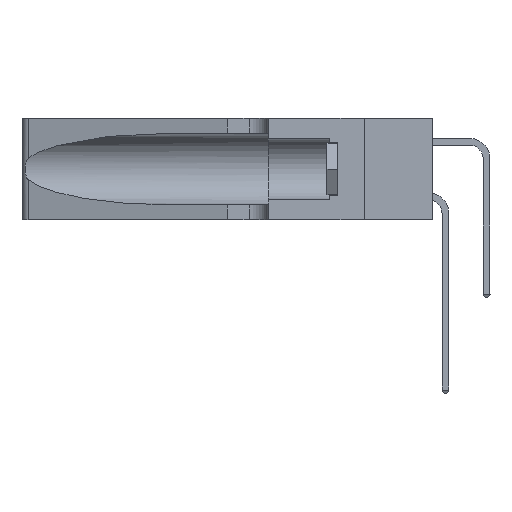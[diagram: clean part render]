
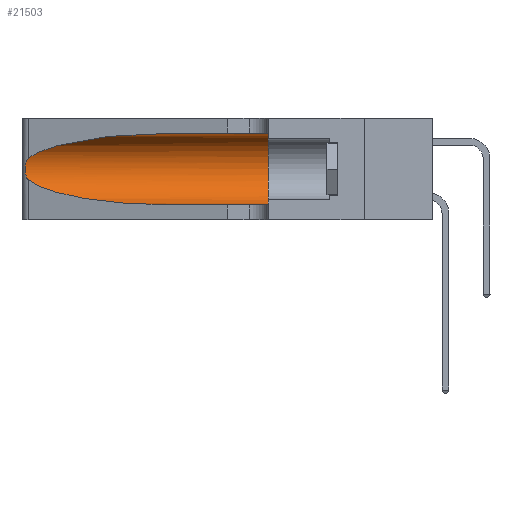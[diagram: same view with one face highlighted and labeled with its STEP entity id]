
A CAD part, left-side view. The second image highlights one B-rep face of the part: STEP entity #21503.
In plain terms, the highlighted cylindrical face has radius 3.308 mm (diameter 6.617 mm), a partial arc.
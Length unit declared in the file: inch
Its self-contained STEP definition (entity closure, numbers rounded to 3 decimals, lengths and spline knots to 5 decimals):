
#219 = EDGE_LOOP ( 'NONE', ( #23186, #24975, #3204, #26351, #3031, #6295 ) ) ;
#447 = CARTESIAN_POINT ( 'NONE',  ( 0.25555, 1.22993, 0.14849 ) ) ;
#1055 = CARTESIAN_POINT ( 'NONE',  ( 0.1305, 0.35, 0.05475 ) ) ;
#2530 = CARTESIAN_POINT ( 'NONE',  ( 0.25555, 1.22994, 0.2215 ) ) ;
#2905 = CARTESIAN_POINT ( 'NONE',  ( 0.1305, 1.61858, 0.185 ) ) ;
#3031 = ORIENTED_EDGE ( 'NONE', *, *, #14237, .F. ) ;
#3204 = ORIENTED_EDGE ( 'NONE', *, *, #14271, .T. ) ;
#3221 = VERTEX_POINT ( 'NONE', #23171 ) ;
#4001 = CYLINDRICAL_SURFACE ( 'NONE', #5802, 0.13025 ) ;
#4723 = CARTESIAN_POINT ( 'NONE',  ( 0.25787, 1.23484, 0.2124 ) ) ;
#4764 = CARTESIAN_POINT ( 'NONE',  ( 0.1305, 1.61858, 0.31525 ) ) ;
#5185 = VERTEX_POINT ( 'NONE', #6804 ) ;
#5380 = CARTESIAN_POINT ( 'NONE',  ( 0.1305, 0.72297, 0.31525 ) ) ;
#5553 = CARTESIAN_POINT ( 'NONE',  ( 0.1305, 1.61858, 0.05475 ) ) ;
#5802 = AXIS2_PLACEMENT_3D ( 'NONE', #2905, #25144, #23156 ) ;
#6295 = ORIENTED_EDGE ( 'NONE', *, *, #17583, .F. ) ;
#6570 = EDGE_CURVE ( 'NONE', #23232, #23659, #9784, .T. ) ;
#6804 = CARTESIAN_POINT ( 'NONE',  ( 0.1305, 0.35, 0.31525 ) ) ;
#6827 = CARTESIAN_POINT ( 'NONE',  ( 0.26018, 1.23835, 0.19895 ) ) ;
#7458 = CARTESIAN_POINT ( 'NONE',  ( 0.2373, 1.15595, 0.28018 ) ) ;
#8514 = EDGE_CURVE ( 'NONE', #9965, #9780, #14218, .T. ) ;
#8911 = CARTESIAN_POINT ( 'NONE',  ( 0.26075, 1.23896, 0.178 ) ) ;
#9780 = VERTEX_POINT ( 'NONE', #1055 ) ;
#9784 = B_SPLINE_CURVE_WITH_KNOTS ( 'NONE', 3,
 ( #16884, #2530, #14886, #4723, #18907, #6827, #20909, #8911, #22891, #10922, #24880, #12916, #447, #14979 ),
 .UNSPECIFIED., .F., .F.,
 ( 4, 2, 2, 2, 2, 2, 4 ),
 ( 0., 0.00027, 0.00053, 0.00107, 0.0016, 0.00187, 0.00214 ),
 .UNSPECIFIED. ) ;
#9965 = VERTEX_POINT ( 'NONE', #24299 ) ;
#10350 = EDGE_CURVE ( 'NONE', #3221, #23232, #17194, .T. ) ;
#10922 = CARTESIAN_POINT ( 'NONE',  ( 0.25856, 1.23593, 0.16098 ) ) ;
#12034 = DIRECTION ( 'NONE',  ( 0., 1., 0. ) ) ;
#12200 = CARTESIAN_POINT ( 'NONE',  ( 0.18966, 0.96281, 0.05475 ) ) ;
#12499 =( BOUNDED_CURVE ( )  B_SPLINE_CURVE ( 3, ( #20201, #18198, #12200, #26146 ),
 .UNSPECIFIED., .F., .F. ) 
 B_SPLINE_CURVE_WITH_KNOTS ( ( 4, 4 ),
 ( 3.44316, 4.71239 ),
 .UNSPECIFIED. ) 
 CURVE ( )  GEOMETRIC_REPRESENTATION_ITEM ( )  RATIONAL_B_SPLINE_CURVE ( ( 1., 0.87, 0.87, 1. ) ) 
 REPRESENTATION_ITEM ( '' )  );
#12916 = CARTESIAN_POINT ( 'NONE',  ( 0.25639, 1.23186, 0.15144 ) ) ;
#14218 = LINE ( 'NONE', #5553, #23602 ) ;
#14237 = EDGE_CURVE ( 'NONE', #5185, #9780, #24148, .T. ) ;
#14271 = EDGE_CURVE ( 'NONE', #23659, #9965, #12499, .T. ) ;
#14299 = VECTOR ( 'NONE', #24921, 39.37008 ) ;
#14808 = CARTESIAN_POINT ( 'NONE',  ( 0.25487, 1.22718, 0.14631 ) ) ;
#14886 = CARTESIAN_POINT ( 'NONE',  ( 0.25639, 1.23184, 0.21858 ) ) ;
#14979 = CARTESIAN_POINT ( 'NONE',  ( 0.25487, 1.22718, 0.14631 ) ) ;
#15502 = CARTESIAN_POINT ( 'NONE',  ( 0.18966, 0.96281, 0.31525 ) ) ;
#16884 = CARTESIAN_POINT ( 'NONE',  ( 0.25487, 1.22718, 0.22369 ) ) ;
#17194 =( BOUNDED_CURVE ( )  B_SPLINE_CURVE ( 3, ( #5380, #15502, #7458, #21509 ),
 .UNSPECIFIED., .F., .F. ) 
 B_SPLINE_CURVE_WITH_KNOTS ( ( 4, 4 ),
 ( 1.5708, 2.84003 ),
 .UNSPECIFIED. ) 
 CURVE ( )  GEOMETRIC_REPRESENTATION_ITEM ( )  RATIONAL_B_SPLINE_CURVE ( ( 1., 0.87, 0.87, 1. ) ) 
 REPRESENTATION_ITEM ( '' )  );
#17553 = CARTESIAN_POINT ( 'NONE',  ( 0.25487, 1.22718, 0.22369 ) ) ;
#17583 = EDGE_CURVE ( 'NONE', #3221, #5185, #24897, .T. ) ;
#17690 = DIRECTION ( 'NONE',  ( 0., -1., 0. ) ) ;
#18198 = CARTESIAN_POINT ( 'NONE',  ( 0.2373, 1.15595, 0.08982 ) ) ;
#18907 = CARTESIAN_POINT ( 'NONE',  ( 0.25854, 1.2359, 0.20912 ) ) ;
#20201 = CARTESIAN_POINT ( 'NONE',  ( 0.25487, 1.22718, 0.14631 ) ) ;
#20909 = CARTESIAN_POINT ( 'NONE',  ( 0.26075, 1.23896, 0.19203 ) ) ;
#21503 = ADVANCED_FACE ( 'NONE', ( #25468 ), #4001, .F. ) ;
#21509 = CARTESIAN_POINT ( 'NONE',  ( 0.25487, 1.22718, 0.22369 ) ) ;
#21534 = AXIS2_PLACEMENT_3D ( 'NONE', #24003, #12034, #25978 ) ;
#22891 = CARTESIAN_POINT ( 'NONE',  ( 0.26017, 1.23833, 0.17102 ) ) ;
#23156 = DIRECTION ( 'NONE',  ( 0., 0., -1. ) ) ;
#23171 = CARTESIAN_POINT ( 'NONE',  ( 0.1305, 0.72297, 0.31525 ) ) ;
#23186 = ORIENTED_EDGE ( 'NONE', *, *, #10350, .T. ) ;
#23232 = VERTEX_POINT ( 'NONE', #17553 ) ;
#23602 = VECTOR ( 'NONE', #17690, 39.37008 ) ;
#23659 = VERTEX_POINT ( 'NONE', #14808 ) ;
#24003 = CARTESIAN_POINT ( 'NONE',  ( 0.1305, 0.35, 0.185 ) ) ;
#24148 = CIRCLE ( 'NONE', #21534, 0.13025 ) ;
#24299 = CARTESIAN_POINT ( 'NONE',  ( 0.1305, 0.72297, 0.05475 ) ) ;
#24880 = CARTESIAN_POINT ( 'NONE',  ( 0.25789, 1.23486, 0.15765 ) ) ;
#24897 = LINE ( 'NONE', #4764, #14299 ) ;
#24921 = DIRECTION ( 'NONE',  ( 0., -1., 0. ) ) ;
#24975 = ORIENTED_EDGE ( 'NONE', *, *, #6570, .T. ) ;
#25144 = DIRECTION ( 'NONE',  ( 0., -1., 0. ) ) ;
#25468 = FACE_OUTER_BOUND ( 'NONE', #219, .T. ) ;
#25978 = DIRECTION ( 'NONE',  ( 0., 0., 1. ) ) ;
#26146 = CARTESIAN_POINT ( 'NONE',  ( 0.1305, 0.72297, 0.05475 ) ) ;
#26351 = ORIENTED_EDGE ( 'NONE', *, *, #8514, .T. ) ;
